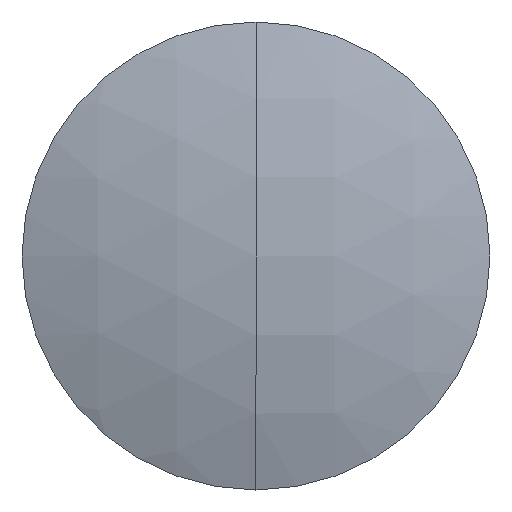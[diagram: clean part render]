
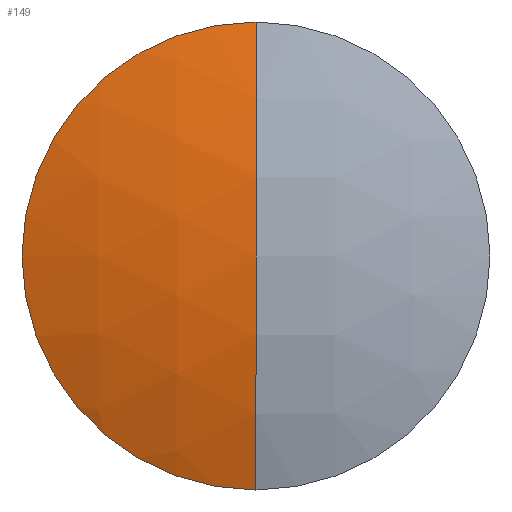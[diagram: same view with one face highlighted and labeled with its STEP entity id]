
A CAD part, left-side view. The second image highlights one B-rep face of the part: STEP entity #149.
In plain terms, the highlighted spherical face has radius 96.87 mm.
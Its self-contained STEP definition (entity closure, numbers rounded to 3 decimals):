
#16 = DIRECTION ( 'NONE',  ( 0., 0., 1. ) ) ;
#26 = DIRECTION ( 'NONE',  ( -1., 0., 0. ) ) ;
#29 = CARTESIAN_POINT ( 'NONE',  ( 314.945, 0., 0. ) ) ;
#32 = DIRECTION ( 'NONE',  ( 0., 1., 0. ) ) ;
#44 = ORIENTED_EDGE ( 'NONE', *, *, #240, .T. ) ;
#55 = AXIS2_PLACEMENT_3D ( 'NONE', #306, #132, #111 ) ;
#60 = DIRECTION ( 'NONE',  ( 0., 1., 0. ) ) ;
#65 = CARTESIAN_POINT ( 'NONE',  ( 406.55, 0., 0. ) ) ;
#92 = VERTEX_POINT ( 'NONE', #160 ) ;
#103 = AXIS2_PLACEMENT_3D ( 'NONE', #65, #60, #308 ) ;
#111 = DIRECTION ( 'NONE',  ( 0., 0., -1. ) ) ;
#132 = DIRECTION ( 'NONE',  ( 0., -1., 0. ) ) ;
#149 = ADVANCED_FACE ( 'NONE', ( #280 ), #276, .T. ) ;
#151 = CARTESIAN_POINT ( 'NONE',  ( 309.68, 0., 0. ) ) ;
#160 = CARTESIAN_POINT ( 'NONE',  ( 314.945, 0., -31.5 ) ) ;
#168 = EDGE_CURVE ( 'NONE', #249, #175, #260, .T. ) ;
#175 = VERTEX_POINT ( 'NONE', #151 ) ;
#179 = EDGE_CURVE ( 'NONE', #92, #175, #257, .T. ) ;
#189 = CIRCLE ( 'NONE', #246, 31.5 ) ;
#200 = ORIENTED_EDGE ( 'NONE', *, *, #179, .T. ) ;
#239 = DIRECTION ( 'NONE',  ( 0., 0., 1. ) ) ;
#240 = EDGE_CURVE ( 'NONE', #249, #92, #189, .T. ) ;
#246 = AXIS2_PLACEMENT_3D ( 'NONE', #29, #26, #16 ) ;
#249 = VERTEX_POINT ( 'NONE', #309 ) ;
#255 = EDGE_LOOP ( 'NONE', ( #44, #200, #296 ) ) ;
#257 = CIRCLE ( 'NONE', #342, 96.87 ) ;
#260 = CIRCLE ( 'NONE', #55, 96.87 ) ;
#265 = CARTESIAN_POINT ( 'NONE',  ( 406.55, 0., 0. ) ) ;
#276 = SPHERICAL_SURFACE ( 'NONE', #103, 96.87 ) ;
#280 = FACE_OUTER_BOUND ( 'NONE', #255, .T. ) ;
#296 = ORIENTED_EDGE ( 'NONE', *, *, #168, .F. ) ;
#306 = CARTESIAN_POINT ( 'NONE',  ( 406.55, 0., 0. ) ) ;
#308 = DIRECTION ( 'NONE',  ( 0., 0., 1. ) ) ;
#309 = CARTESIAN_POINT ( 'NONE',  ( 314.945, 0., 31.5 ) ) ;
#342 = AXIS2_PLACEMENT_3D ( 'NONE', #265, #32, #239 ) ;
